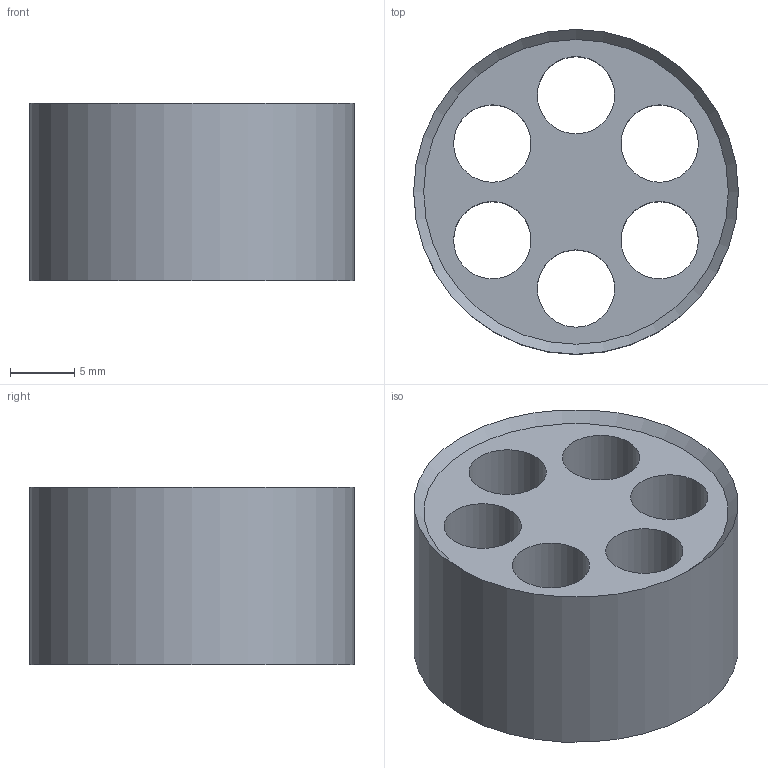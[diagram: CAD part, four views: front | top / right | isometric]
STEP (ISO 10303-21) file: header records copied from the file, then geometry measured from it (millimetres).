
FILE_DESCRIPTION(/* description */ ('Mehrfachdichteinsatz für Euro-Top M32; 6x6,0','CAx-IF Rec.Pracs.---Representation and Presentation of Product Manufacturing Information (PMI)---3.8---2014-02-18'),/* implementation_level */ '2;1');
FILE_NAME(/* name */ '05632660-RST.stp',/* time_stamp */ '2024-06-13T13:20:10+02:00',/* author */ ('sl'),/* organization */ (''),/* preprocessor_version */ 'ST-DEVELOPER v16.5',/* originating_system */ 'Autodesk Inventor 2017',/* authorisation */ '');
FILE_SCHEMA (('AP242_MANAGED_MODEL_BASED_3D_ENGINEERING_MIM_LF { 1 0 10303 442 1 1 4 }'));
Length unit declared in the file: millimetre
Products named in the file (1): 05632660
Bounding box: 25.2 x 25.2 x 13.8 mm (x, y, z)
Volume: 4308.6 mm3; surface area: 3248.1 mm2
Topology: 1 solids, 1 shells, 10 faces, 23 edges, 15 vertices
Faces by surface type: cylinder 7, plane 2, cone 1
Full cylindrical faces by diameter (mm): 6 x6, 25.2 x1
Entity records: 308 total; most frequent: DIRECTION 52, CARTESIAN_POINT 41, EDGE_LOOP 30, ORIENTED_EDGE 30, AXIS2_PLACEMENT_3D 26, FACE_BOUND 20, CIRCLE 15, VERTEX_POINT 15
